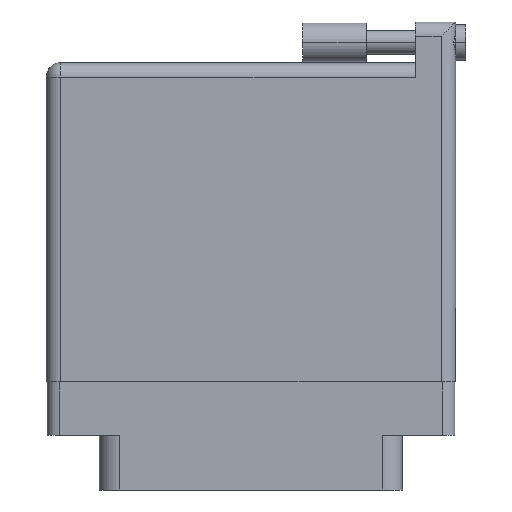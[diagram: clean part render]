
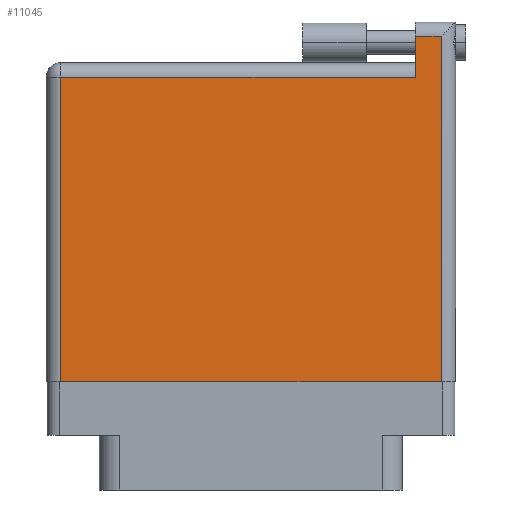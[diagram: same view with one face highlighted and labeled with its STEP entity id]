
A CAD part, front view. The second image highlights one B-rep face of the part: STEP entity #11045.
In plain terms, the highlighted face is planar.
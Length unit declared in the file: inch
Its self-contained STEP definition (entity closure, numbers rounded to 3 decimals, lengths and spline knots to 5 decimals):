
#663 = VERTEX_POINT ( 'NONE', #22696 ) ;
#1135 = CARTESIAN_POINT ( 'NONE',  ( 0.07, 1.496, 0. ) ) ;
#1276 = FACE_OUTER_BOUND ( 'NONE', #29280, .T. ) ;
#1315 = CARTESIAN_POINT ( 'NONE',  ( 1.811, 1.766, 0. ) ) ;
#1809 = EDGE_CURVE ( 'NONE', #23938, #28015, #10666, .T. ) ;
#3947 = LINE ( 'NONE', #13884, #10366 ) ;
#4808 = LINE ( 'NONE', #1315, #31927 ) ;
#5226 = EDGE_CURVE ( 'NONE', #28015, #663, #18839, .T. ) ;
#5716 = CARTESIAN_POINT ( 'NONE',  ( 0.07, 0., 0. ) ) ;
#6258 = EDGE_CURVE ( 'NONE', #21255, #29526, #4808, .T. ) ;
#6668 = VECTOR ( 'NONE', #16463, 39.37008 ) ;
#7056 = CARTESIAN_POINT ( 'NONE',  ( 0., 1.566, 0. ) ) ;
#7149 = VECTOR ( 'NONE', #33703, 39.37008 ) ;
#9094 = VERTEX_POINT ( 'NONE', #1135 ) ;
#9622 = AXIS2_PLACEMENT_3D ( 'NONE', #7056, #12020, #31265 ) ;
#10366 = VECTOR ( 'NONE', #23091, 39.37008 ) ;
#10666 = LINE ( 'NONE', #27310, #18267 ) ;
#11045 = ADVANCED_FACE ( 'NONE', ( #1276 ), #30936, .F. ) ;
#11114 = DIRECTION ( 'NONE',  ( 0., 1., 0. ) ) ;
#11192 = DIRECTION ( 'NONE',  ( 1., 0., 0. ) ) ;
#11332 = EDGE_CURVE ( 'NONE', #663, #21255, #31230, .T. ) ;
#11885 = VECTOR ( 'NONE', #11114, 39.37008 ) ;
#12020 = DIRECTION ( 'NONE',  ( 0., 0., -1. ) ) ;
#12317 = CARTESIAN_POINT ( 'NONE',  ( 0., 1.696, 0. ) ) ;
#13269 = DIRECTION ( 'NONE',  ( 0., -1., 0. ) ) ;
#13884 = CARTESIAN_POINT ( 'NONE',  ( 0., 1.496, 0. ) ) ;
#14762 = CARTESIAN_POINT ( 'NONE',  ( 1.811, 1.696, 0. ) ) ;
#15362 = CARTESIAN_POINT ( 'NONE',  ( 0.07, 0., 0. ) ) ;
#16463 = DIRECTION ( 'NONE',  ( 0., -1., 0. ) ) ;
#18267 = VECTOR ( 'NONE', #11192, 39.37008 ) ;
#18507 = CARTESIAN_POINT ( 'NONE',  ( 1.811, 1.496, 0. ) ) ;
#18764 = EDGE_CURVE ( 'NONE', #29526, #9094, #3947, .T. ) ;
#18839 = LINE ( 'NONE', #32499, #11885 ) ;
#20590 = ORIENTED_EDGE ( 'NONE', *, *, #33009, .T. ) ;
#21255 = VERTEX_POINT ( 'NONE', #14762 ) ;
#21586 = ORIENTED_EDGE ( 'NONE', *, *, #11332, .T. ) ;
#21715 = LINE ( 'NONE', #5716, #6668 ) ;
#22646 = ORIENTED_EDGE ( 'NONE', *, *, #1809, .T. ) ;
#22696 = CARTESIAN_POINT ( 'NONE',  ( 1.938, 1.696, 0. ) ) ;
#22947 = ORIENTED_EDGE ( 'NONE', *, *, #6258, .T. ) ;
#23091 = DIRECTION ( 'NONE',  ( -1., 0., 0. ) ) ;
#23938 = VERTEX_POINT ( 'NONE', #15362 ) ;
#24999 = CARTESIAN_POINT ( 'NONE',  ( 1.938, 0., 0. ) ) ;
#27310 = CARTESIAN_POINT ( 'NONE',  ( 0., 0., 0. ) ) ;
#28015 = VERTEX_POINT ( 'NONE', #24999 ) ;
#29280 = EDGE_LOOP ( 'NONE', ( #22646, #30502, #21586, #22947, #30539, #20590 ) ) ;
#29526 = VERTEX_POINT ( 'NONE', #18507 ) ;
#30502 = ORIENTED_EDGE ( 'NONE', *, *, #5226, .T. ) ;
#30539 = ORIENTED_EDGE ( 'NONE', *, *, #18764, .T. ) ;
#30936 = PLANE ( 'NONE',  #9622 ) ;
#31230 = LINE ( 'NONE', #12317, #7149 ) ;
#31265 = DIRECTION ( 'NONE',  ( -1., 0., 0. ) ) ;
#31927 = VECTOR ( 'NONE', #13269, 39.37008 ) ;
#32499 = CARTESIAN_POINT ( 'NONE',  ( 1.938, 1.766, 0. ) ) ;
#33009 = EDGE_CURVE ( 'NONE', #9094, #23938, #21715, .T. ) ;
#33703 = DIRECTION ( 'NONE',  ( -1., 0., 0. ) ) ;
